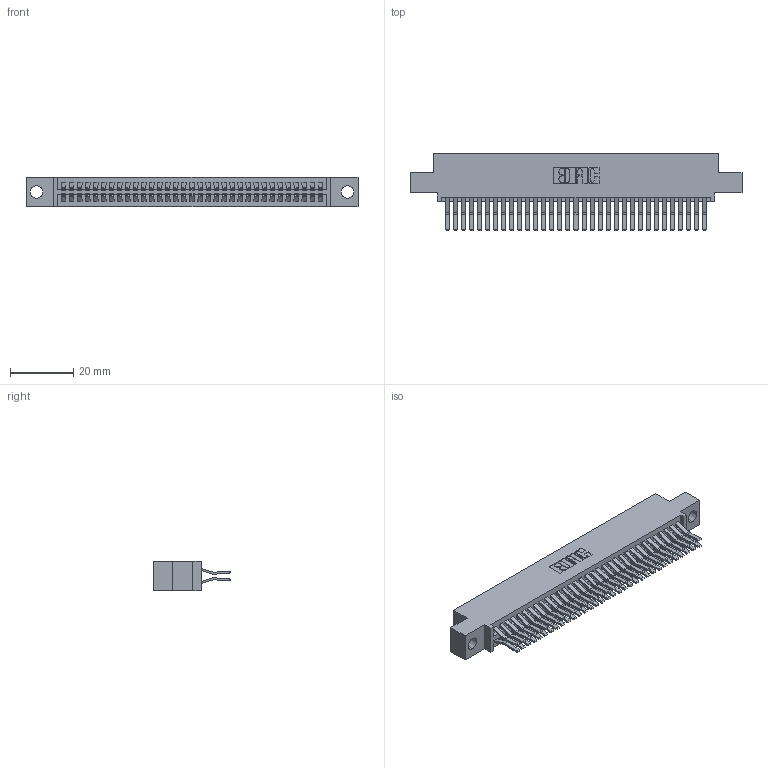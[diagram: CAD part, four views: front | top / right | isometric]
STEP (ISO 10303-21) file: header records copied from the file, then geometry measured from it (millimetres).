
FILE_DESCRIPTION (( 'STEP AP203' ), '1' );
FILE_NAME ('345-066-560-504.STEP', '2018-09-29T01:04:37', ( '' ), ( '' ), 'SwSTEP 2.0', 'SolidWorks 2016', '' );
FILE_SCHEMA (( 'CONFIG_CONTROL_DESIGN' ));
Length unit declared in the file: inch
Products named in the file (3): 345-292-001_560 Tail; 345 Part_0.110 Offset - 0.156 Dia-TH; 345-066-560-504
Assembly tree (67 placements, depth 2):
  345-066-560-504
    345 Part_0.110 Offset - 0.156 Dia-TH
    345-292-001_560 Tail  x66
Bounding box: 105.03 x 24.45 x 9.4 mm (x, y, z)
Volume: 10390.5 mm3; surface area: 16205.2 mm2
Topology: 67 solids, 67 shells, 3562 faces, 10583 edges, 6966 vertices
Faces by surface type: plane 2262, cylinder 1300
Entity records: 27327 total; most frequent: CARTESIAN_POINT 4592, ORIENTED_EDGE 4526, DIRECTION 4063, EDGE_CURVE 2263, VECTOR 1995, LINE 1995, VERTEX_POINT 1506, AXIS2_PLACEMENT_3D 1034
